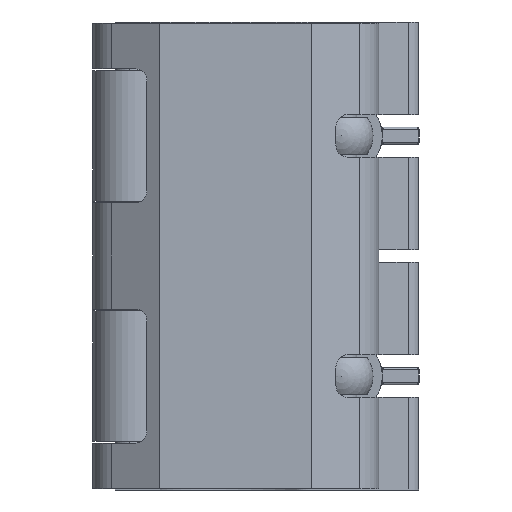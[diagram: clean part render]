
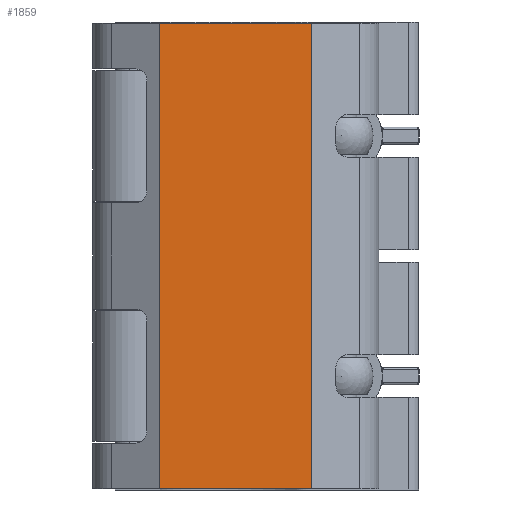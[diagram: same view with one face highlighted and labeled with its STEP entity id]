
A CAD part, front view. The second image highlights one B-rep face of the part: STEP entity #1859.
In plain terms, the highlighted planar face has unit normal (0, -1, 0).
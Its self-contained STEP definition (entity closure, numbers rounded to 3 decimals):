
#411 = ORIENTED_EDGE ( 'NONE', *, *, #5362, .F. ) ;
#532 = VERTEX_POINT ( 'NONE', #8635 ) ;
#1652 = PLANE ( 'NONE',  #7722 ) ;
#1848 = CARTESIAN_POINT ( 'NONE',  ( -25., 0., 76.5 ) ) ;
#1859 = ADVANCED_FACE ( 'NONE', ( #9475 ), #1652, .F. ) ;
#1911 = CARTESIAN_POINT ( 'NONE',  ( 25., 0., -76.5 ) ) ;
#1941 = LINE ( 'NONE', #7286, #7308 ) ;
#2018 = DIRECTION ( 'NONE',  ( 0., 0., -1. ) ) ;
#2258 = ORIENTED_EDGE ( 'NONE', *, *, #4945, .T. ) ;
#2367 = CARTESIAN_POINT ( 'NONE',  ( -25., 0., 76.5 ) ) ;
#2541 = EDGE_CURVE ( 'NONE', #6265, #6755, #1941, .T. ) ;
#2898 = DIRECTION ( 'NONE',  ( 0., 0., -1. ) ) ;
#3119 = DIRECTION ( 'NONE',  ( 0., 0., 1. ) ) ;
#3905 = EDGE_CURVE ( 'NONE', #7874, #532, #8731, .T. ) ;
#4533 = VECTOR ( 'NONE', #2018, 1000. ) ;
#4803 = ORIENTED_EDGE ( 'NONE', *, *, #2541, .T. ) ;
#4901 = LINE ( 'NONE', #5086, #4533 ) ;
#4945 = EDGE_CURVE ( 'NONE', #7874, #6265, #9068, .T. ) ;
#5086 = CARTESIAN_POINT ( 'NONE',  ( 25., 0., 76.5 ) ) ;
#5273 = EDGE_LOOP ( 'NONE', ( #4803, #411, #8260, #2258 ) ) ;
#5362 = EDGE_CURVE ( 'NONE', #532, #6755, #4901, .T. ) ;
#5469 = DIRECTION ( 'NONE',  ( 0., 1., 0. ) ) ;
#6085 = CARTESIAN_POINT ( 'NONE',  ( -25., 0., 76.5 ) ) ;
#6265 = VERTEX_POINT ( 'NONE', #7245 ) ;
#6755 = VERTEX_POINT ( 'NONE', #1911 ) ;
#7020 = DIRECTION ( 'NONE',  ( 1., 0., 0. ) ) ;
#7245 = CARTESIAN_POINT ( 'NONE',  ( -25., 0., -76.5 ) ) ;
#7286 = CARTESIAN_POINT ( 'NONE',  ( -25., 0., -76.5 ) ) ;
#7308 = VECTOR ( 'NONE', #8067, 1000. ) ;
#7567 = VECTOR ( 'NONE', #2898, 1000. ) ;
#7722 = AXIS2_PLACEMENT_3D ( 'NONE', #6085, #5469, #3119 ) ;
#7874 = VERTEX_POINT ( 'NONE', #2367 ) ;
#8067 = DIRECTION ( 'NONE',  ( 1., 0., 0. ) ) ;
#8260 = ORIENTED_EDGE ( 'NONE', *, *, #3905, .F. ) ;
#8505 = VECTOR ( 'NONE', #7020, 1000. ) ;
#8635 = CARTESIAN_POINT ( 'NONE',  ( 25., 0., 76.5 ) ) ;
#8731 = LINE ( 'NONE', #1848, #8505 ) ;
#8763 = CARTESIAN_POINT ( 'NONE',  ( -25., 0., 76.5 ) ) ;
#9068 = LINE ( 'NONE', #8763, #7567 ) ;
#9475 = FACE_OUTER_BOUND ( 'NONE', #5273, .T. ) ;
